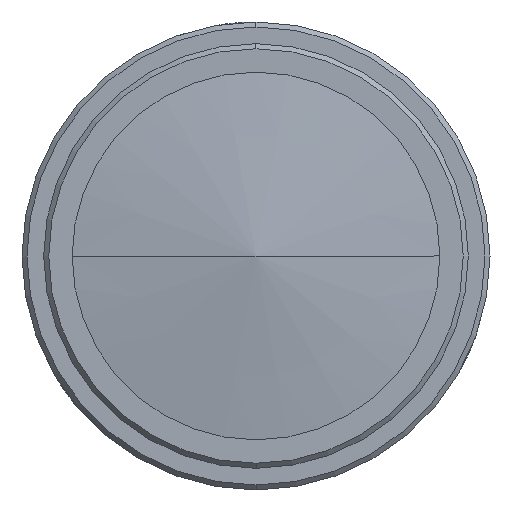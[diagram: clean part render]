
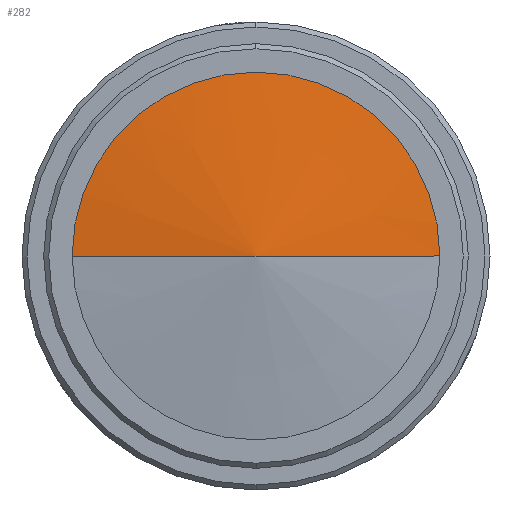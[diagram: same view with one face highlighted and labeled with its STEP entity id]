
A CAD part, left-side view. The second image highlights one B-rep face of the part: STEP entity #282.
In plain terms, the highlighted conical face has half-angle 82.739 degrees and reference radius 7849.05 mm.
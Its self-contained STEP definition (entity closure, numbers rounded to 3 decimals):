
#9 = CIRCLE ( 'NONE', #559, 11. ) ;
#19 = EDGE_CURVE ( 'NONE', #94, #343, #1344, .T. ) ;
#27 = FACE_OUTER_BOUND ( 'NONE', #842, .T. ) ;
#29 = CARTESIAN_POINT ( 'NONE',  ( -94.834, -11., 0. ) ) ;
#33 = CARTESIAN_POINT ( 'NONE',  ( -96.235, 0., 0. ) ) ;
#67 = DIRECTION ( 'NONE',  ( 0.126, 0.992, 0. ) ) ;
#89 = ORIENTED_EDGE ( 'NONE', *, *, #19, .F. ) ;
#94 = VERTEX_POINT ( 'NONE', #1184 ) ;
#131 = DIRECTION ( 'NONE',  ( 0., 1., 0. ) ) ;
#267 = CARTESIAN_POINT ( 'NONE',  ( -94.834, 11., 0. ) ) ;
#282 = ADVANCED_FACE ( 'NONE', ( #27 ), #291, .T. ) ;
#291 = CONICAL_SURFACE ( 'NONE', #578, 7849.045, 1.444 ) ;
#304 = ORIENTED_EDGE ( 'NONE', *, *, #376, .F. ) ;
#343 = VERTEX_POINT ( 'NONE', #267 ) ;
#376 = EDGE_CURVE ( 'NONE', #343, #381, #9, .T. ) ;
#381 = VERTEX_POINT ( 'NONE', #29 ) ;
#559 = AXIS2_PLACEMENT_3D ( 'NONE', #1476, #1352, #990 ) ;
#578 = AXIS2_PLACEMENT_3D ( 'NONE', #1445, #834, #131 ) ;
#614 = VECTOR ( 'NONE', #67, 1000. ) ;
#753 = DIRECTION ( 'NONE',  ( 0.126, -0.992, 0. ) ) ;
#786 = CARTESIAN_POINT ( 'NONE',  ( -96.235, 0., 0. ) ) ;
#834 = DIRECTION ( 'NONE',  ( 1., 0., 0. ) ) ;
#842 = EDGE_LOOP ( 'NONE', ( #89, #1397, #304 ) ) ;
#940 = VECTOR ( 'NONE', #753, 1000. ) ;
#979 = LINE ( 'NONE', #33, #940 ) ;
#990 = DIRECTION ( 'NONE',  ( 0., -0.422, 0.907 ) ) ;
#1028 = EDGE_CURVE ( 'NONE', #94, #381, #979, .T. ) ;
#1184 = CARTESIAN_POINT ( 'NONE',  ( -96.235, 0., 0. ) ) ;
#1344 = LINE ( 'NONE', #786, #614 ) ;
#1352 = DIRECTION ( 'NONE',  ( 1., 0., 0. ) ) ;
#1397 = ORIENTED_EDGE ( 'NONE', *, *, #1028, .T. ) ;
#1445 = CARTESIAN_POINT ( 'NONE',  ( 903.765, 0., 0. ) ) ;
#1476 = CARTESIAN_POINT ( 'NONE',  ( -94.834, 0., 0. ) ) ;
